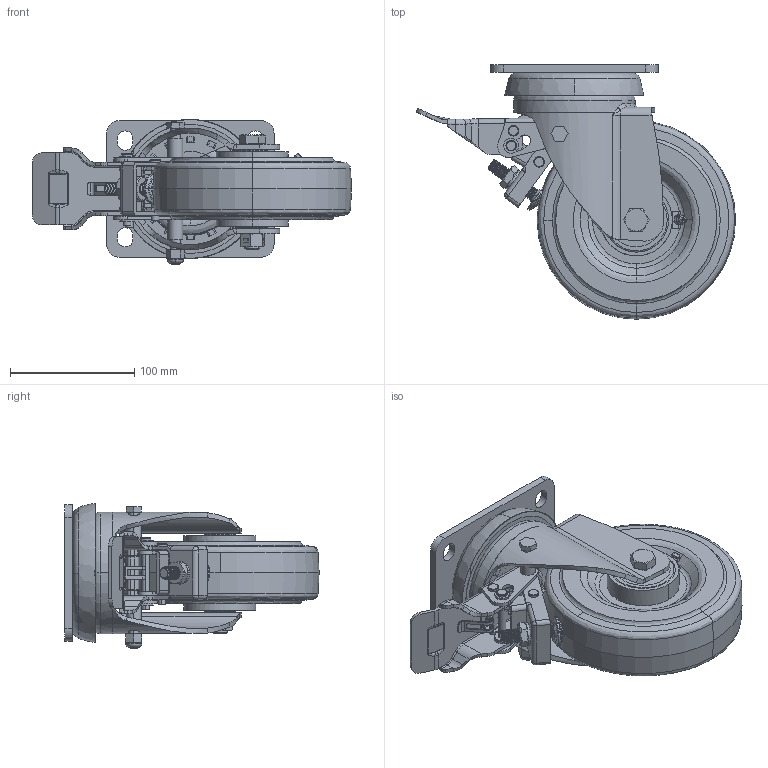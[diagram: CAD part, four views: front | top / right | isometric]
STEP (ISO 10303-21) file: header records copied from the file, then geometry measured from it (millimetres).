
FILE_DESCRIPTION (( 'STEP AP214' ), '1' );
FILE_NAME ('0047323_L-IHB-EGS-160-K-3-DSV_(A-02).step', '2019-06-14T10:29:27', ( '' ), ( '' ), 'SwSTEP 2.0', 'SolidWorks 2018', '' );
FILE_SCHEMA (( 'AUTOMOTIVE_DESIGN' ));
Length unit declared in the file: millimetre
Products named in the file (1): 0047323_L-IHB-EGS-160-K-3-DSV_(A-02)
Bounding box: 257.28 x 205 x 117 mm (x, y, z)
Surface area: 304467.4 mm2 (no closed solid volume)
Topology: 0 solids, 39 shells, 1207 faces, 3123 edges, 1980 vertices
Faces by surface type: cylinder 458, plane 398, cone 134, bspline 106, torus 103, sphere 8
Entity records: 64924 total; most frequent: CARTESIAN_POINT 22960, ORIENTED_EDGE 6010, DIRECTION 5727, EDGE_CURVE 3109, AXIS2_PLACEMENT_3D 2222, VERTEX_POINT 1978, EDGE_LOOP 1357, LINE 1283
